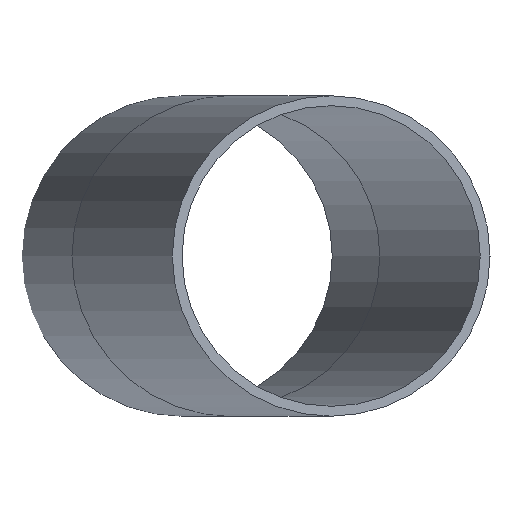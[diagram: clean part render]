
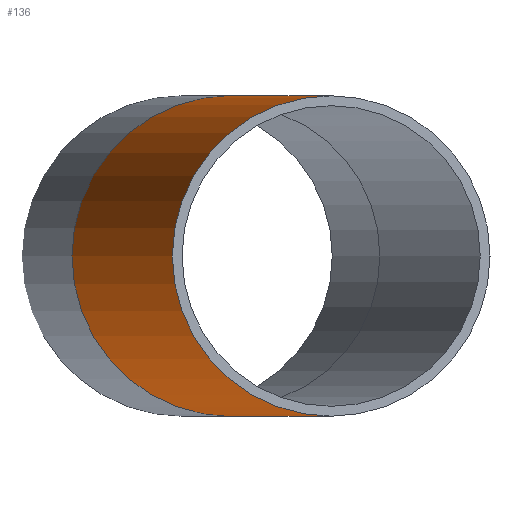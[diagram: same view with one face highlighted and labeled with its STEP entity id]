
A CAD part, left-side view. The second image highlights one B-rep face of the part: STEP entity #136.
In plain terms, the highlighted cylindrical face has radius 125 mm (diameter 250 mm), a full revolution.
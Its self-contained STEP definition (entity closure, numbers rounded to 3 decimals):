
#26=FACE_OUTER_BOUND('',#34,.T.);
#34=EDGE_LOOP('',(#115,#116,#117,#118,#119,#120));
#42=LINE('',#264,#46);
#46=VECTOR('',#222,125.);
#57=CIRCLE('',#174,125.);
#58=CIRCLE('',#175,125.);
#59=CIRCLE('',#177,125.);
#60=CIRCLE('',#178,125.);
#69=VERTEX_POINT('',#257);
#70=VERTEX_POINT('',#259);
#71=VERTEX_POINT('',#263);
#72=VERTEX_POINT('',#265);
#86=EDGE_CURVE('',#69,#70,#57,.T.);
#87=EDGE_CURVE('',#70,#69,#58,.T.);
#88=EDGE_CURVE('',#70,#71,#42,.T.);
#89=EDGE_CURVE('',#72,#71,#59,.T.);
#90=EDGE_CURVE('',#71,#72,#60,.T.);
#115=ORIENTED_EDGE('',*,*,#86,.F.);
#116=ORIENTED_EDGE('',*,*,#87,.F.);
#117=ORIENTED_EDGE('',*,*,#88,.T.);
#118=ORIENTED_EDGE('',*,*,#89,.F.);
#119=ORIENTED_EDGE('',*,*,#90,.F.);
#120=ORIENTED_EDGE('',*,*,#88,.F.);
#130=CYLINDRICAL_SURFACE('',#176,125.);
#136=ADVANCED_FACE('',(#26),#130,.T.);
#174=AXIS2_PLACEMENT_3D('',#260,#216,#217);
#175=AXIS2_PLACEMENT_3D('',#261,#218,#219);
#176=AXIS2_PLACEMENT_3D('',#262,#220,#221);
#177=AXIS2_PLACEMENT_3D('',#266,#223,#224);
#178=AXIS2_PLACEMENT_3D('',#267,#225,#226);
#216=DIRECTION('center_axis',(0.991,0.131,0.));
#217=DIRECTION('ref_axis',(0.131,-0.991,0.));
#218=DIRECTION('center_axis',(0.991,0.131,0.));
#219=DIRECTION('ref_axis',(0.131,-0.991,0.));
#220=DIRECTION('center_axis',(0.991,0.131,0.));
#221=DIRECTION('ref_axis',(0.131,-0.991,0.));
#222=DIRECTION('',(-0.991,-0.131,0.));
#223=DIRECTION('center_axis',(-0.991,-0.131,0.));
#224=DIRECTION('ref_axis',(0.131,-0.991,0.));
#225=DIRECTION('center_axis',(-0.991,-0.131,0.));
#226=DIRECTION('ref_axis',(0.131,-0.991,0.));
#257=CARTESIAN_POINT('',(-636.315,4833.294,0.));
#259=CARTESIAN_POINT('',(-668.947,5081.155,0.));
#260=CARTESIAN_POINT('Origin',(-652.631,4957.224,0.));
#261=CARTESIAN_POINT('Origin',(-652.631,4957.224,0.));
#262=CARTESIAN_POINT('Origin',(-1247.498,4878.909,0.));
#263=CARTESIAN_POINT('',(-1263.814,5002.839,0.));
#264=CARTESIAN_POINT('',(-1263.814,5002.839,0.));
#265=CARTESIAN_POINT('',(-1231.182,4754.978,0.));
#266=CARTESIAN_POINT('Origin',(-1247.498,4878.909,0.));
#267=CARTESIAN_POINT('Origin',(-1247.498,4878.909,0.));
